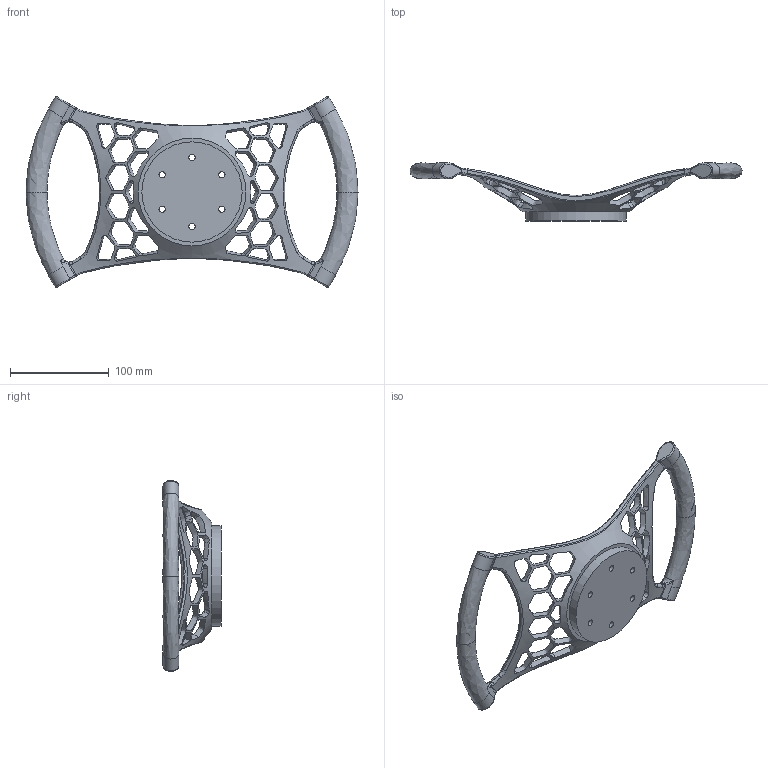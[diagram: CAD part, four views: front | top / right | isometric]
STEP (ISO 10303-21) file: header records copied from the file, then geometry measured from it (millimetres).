
FILE_DESCRIPTION(/* description */ (''),/* implementation_level */ '2;1');
FILE_NAME(/* name */ 'STEERING WHEEL.step',/* time_stamp */ '2026-01-17T12:54:40-07:00',/* author */ (''),/* organization */ (''),/* preprocessor_version */ 'ST-DEVELOPER v20.1',/* originating_system */ 'Autodesk Translation Framework v14.21.0.0',/* authorisation */ '');
FILE_SCHEMA (('AUTOMOTIVE_DESIGN { 1 0 10303 214 3 1 1 }'));
Length unit declared in the file: inch
Products named in the file (1): STEERING WHEEL
Bounding box: 336.45 x 58.82 x 193.42 mm (x, y, z)
Volume: 213370.4 mm3; surface area: 96775.5 mm2
Topology: 1 solids, 1 shells, 812 faces, 2065 edges, 1327 vertices
Faces by surface type: plane 343, cylinder 294, bspline 173, torus 2
Full cylindrical faces by diameter (mm): 2.54 x31, 6.35 x6, 101.6 x1
Entity records: 39961 total; most frequent: CARTESIAN_POINT 20941, ORIENTED_EDGE 4122, DIRECTION 3598, EDGE_CURVE 2061, VERTEX_POINT 1327, AXIS2_PLACEMENT_3D 1312, LINE 974, VECTOR 974
